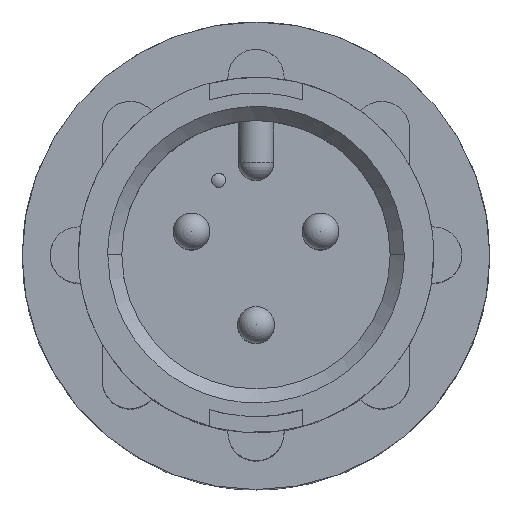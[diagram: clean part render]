
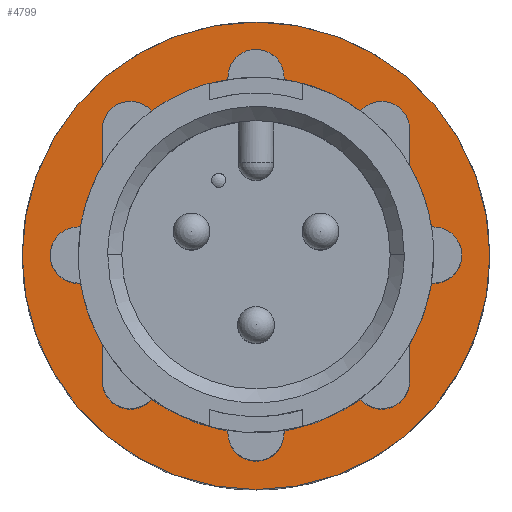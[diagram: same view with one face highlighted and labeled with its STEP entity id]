
A CAD part, top view. The second image highlights one B-rep face of the part: STEP entity #4799.
In plain terms, the highlighted planar face has unit normal (0, 0, 1).
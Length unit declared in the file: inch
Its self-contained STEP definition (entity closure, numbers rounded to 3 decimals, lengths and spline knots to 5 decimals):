
#156 = EDGE_CURVE ( 'NONE', #373, #2789, #6643, .T. ) ;
#287 = ORIENTED_EDGE ( 'NONE', *, *, #4158, .F. ) ;
#373 = VERTEX_POINT ( 'NONE', #7937 ) ;
#567 = AXIS2_PLACEMENT_3D ( 'NONE', #9101, #3651, #10028 ) ;
#867 = CARTESIAN_POINT ( 'NONE',  ( -0.1705, 0., -0.672 ) ) ;
#1764 = CIRCLE ( 'NONE', #567, 0.25 ) ;
#1922 = AXIS2_PLACEMENT_3D ( 'NONE', #5781, #2063, #7537 ) ;
#2063 = DIRECTION ( 'NONE',  ( 0., 0., -1. ) ) ;
#2141 = FACE_OUTER_BOUND ( 'NONE', #8577, .T. ) ;
#2693 = VERTEX_POINT ( 'NONE', #3469 ) ;
#2764 = DIRECTION ( 'NONE',  ( 1., 0., 0. ) ) ;
#2789 = VERTEX_POINT ( 'NONE', #867 ) ;
#3243 = CARTESIAN_POINT ( 'NONE',  ( 0., 0., -0.672 ) ) ;
#3469 = CARTESIAN_POINT ( 'NONE',  ( -0.25, 0., -0.672 ) ) ;
#3627 = AXIS2_PLACEMENT_3D ( 'NONE', #4806, #11175, #5728 ) ;
#3651 = DIRECTION ( 'NONE',  ( 0., 0., -1. ) ) ;
#3864 = CIRCLE ( 'NONE', #7516, 0.25 ) ;
#4017 = EDGE_LOOP ( 'NONE', ( #8947, #4280 ) ) ;
#4158 = EDGE_CURVE ( 'NONE', #8267, #2693, #3864, .T. ) ;
#4171 = DIRECTION ( 'NONE',  ( 1., 0., 0. ) ) ;
#4198 = CIRCLE ( 'NONE', #3627, 0.1705 ) ;
#4280 = ORIENTED_EDGE ( 'NONE', *, *, #7064, .T. ) ;
#4799 = ADVANCED_FACE ( 'NONE', ( #2141, #11532 ), #10782, .T. ) ;
#4806 = CARTESIAN_POINT ( 'NONE',  ( 0., 0., -0.672 ) ) ;
#5728 = DIRECTION ( 'NONE',  ( 1., 0., 0. ) ) ;
#5781 = CARTESIAN_POINT ( 'NONE',  ( 0., 0., -0.672 ) ) ;
#5893 = CARTESIAN_POINT ( 'NONE',  ( 0.25, 0., -0.672 ) ) ;
#6405 = CARTESIAN_POINT ( 'NONE',  ( 0., -0.1725, -0.672 ) ) ;
#6643 = CIRCLE ( 'NONE', #1922, 0.1705 ) ;
#6974 = EDGE_CURVE ( 'NONE', #2693, #8267, #1764, .T. ) ;
#7064 = EDGE_CURVE ( 'NONE', #2789, #373, #4198, .T. ) ;
#7516 = AXIS2_PLACEMENT_3D ( 'NONE', #3243, #9623, #4171 ) ;
#7537 = DIRECTION ( 'NONE',  ( 1., 0., 0. ) ) ;
#7937 = CARTESIAN_POINT ( 'NONE',  ( 0.1705, 0., -0.672 ) ) ;
#8244 = DIRECTION ( 'NONE',  ( 0., 0., 1. ) ) ;
#8267 = VERTEX_POINT ( 'NONE', #5893 ) ;
#8577 = EDGE_LOOP ( 'NONE', ( #287, #10780 ) ) ;
#8947 = ORIENTED_EDGE ( 'NONE', *, *, #156, .T. ) ;
#9101 = CARTESIAN_POINT ( 'NONE',  ( 0., 0., -0.672 ) ) ;
#9623 = DIRECTION ( 'NONE',  ( 0., 0., -1. ) ) ;
#9732 = AXIS2_PLACEMENT_3D ( 'NONE', #6405, #8244, #2764 ) ;
#10028 = DIRECTION ( 'NONE',  ( 1., 0., 0. ) ) ;
#10780 = ORIENTED_EDGE ( 'NONE', *, *, #6974, .F. ) ;
#10782 = PLANE ( 'NONE',  #9732 ) ;
#11175 = DIRECTION ( 'NONE',  ( 0., 0., -1. ) ) ;
#11532 = FACE_BOUND ( 'NONE', #4017, .T. ) ;
